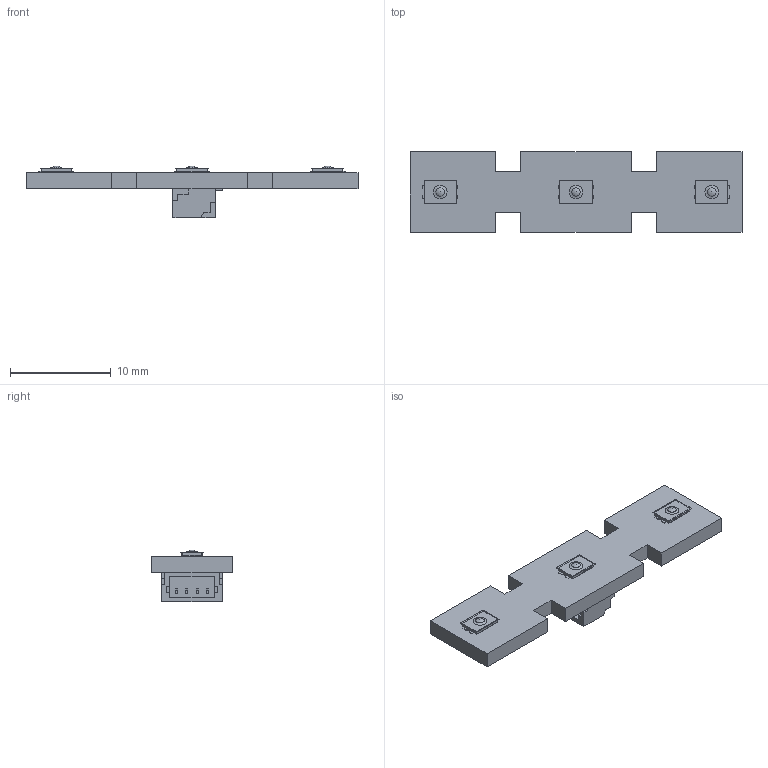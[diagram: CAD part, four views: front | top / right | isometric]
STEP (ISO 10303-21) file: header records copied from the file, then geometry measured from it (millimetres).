
FILE_DESCRIPTION(('KiCad electronic assembly'),'2;1');
FILE_NAME('buttonpanel.step','2020-02-24T23:20:06',('An Author'),( 'A Company'),'Open CASCADE STEP processor 6.9', 'KiCad to STEP converter','Unknown');
FILE_SCHEMA(('AUTOMOTIVE_DESIGN { 1 0 10303 214 1 1 1 1 }'));
Length unit declared in the file: millimetre
Products named in the file (6): Open CASCADE STEP translator 6.9 1; KXT311LHS; SOLID; jst
Assembly tree (7 placements, depth 3):
  Open CASCADE STEP translator 6.9 1
    KXT311LHS  x3
      SOLID
    jst
      SOLID
    SOLID
Bounding box: 33 x 8 x 5.15 mm (x, y, z)
Volume: 441.8 mm3; surface area: 868.9 mm2
Topology: 5 solids, 5 shells, 615 faces, 1555 edges, 1039 vertices
Faces by surface type: plane 405, cylinder 204, sphere 3, torus 3
Full cylindrical faces by diameter (mm): 0.1 x39, 0.35 x3, 0.4 x6
Entity records: 19462 total; most frequent: CARTESIAN_POINT 4086, DIRECTION 2765, LINE 1827, VECTOR 1827, ORIENTED_EDGE 1440, PCURVE 1440, DEFINITIONAL_REPRESENTATION 1440, EDGE_CURVE 720
